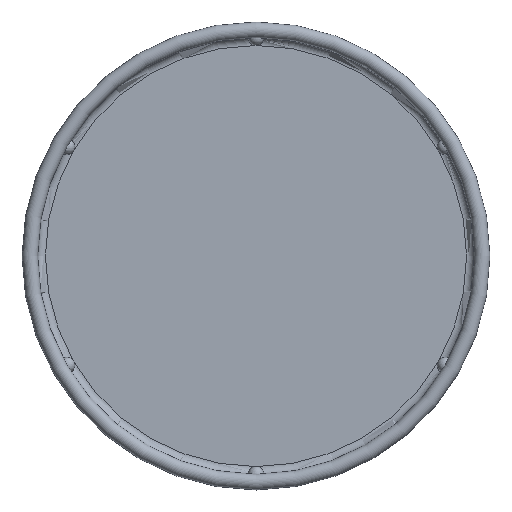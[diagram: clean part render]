
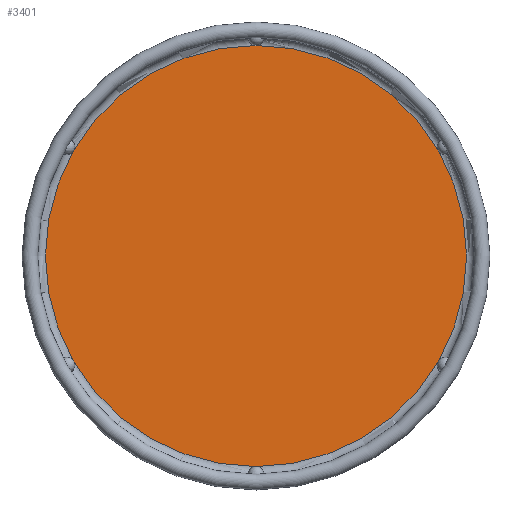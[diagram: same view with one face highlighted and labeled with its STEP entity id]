
A CAD part, top view. The second image highlights one B-rep face of the part: STEP entity #3401.
In plain terms, the highlighted planar face has unit normal (0, 0, 1).
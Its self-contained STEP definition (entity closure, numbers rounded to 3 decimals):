
#83=PLANE('',#3530);
#792=FACE_OUTER_BOUND('',#991,.T.);
#991=EDGE_LOOP('',(#3201,#3202,#3203,#3204,#3205,#3206));
#995=CIRCLE('',#3423,27.);
#999=CIRCLE('',#3431,27.);
#1003=CIRCLE('',#3439,27.);
#1008=CIRCLE('',#3448,27.);
#1012=CIRCLE('',#3456,27.);
#1015=CIRCLE('',#3462,27.);
#1316=VERTEX_POINT('',#3994);
#1321=VERTEX_POINT('',#4049);
#1327=VERTEX_POINT('',#4121);
#1333=VERTEX_POINT('',#4193);
#1340=VERTEX_POINT('',#4267);
#1346=VERTEX_POINT('',#4339);
#1664=EDGE_CURVE('',#1316,#1321,#995,.T.);
#1674=EDGE_CURVE('',#1321,#1327,#999,.T.);
#1684=EDGE_CURVE('',#1327,#1333,#1003,.T.);
#1695=EDGE_CURVE('',#1333,#1340,#1008,.T.);
#1705=EDGE_CURVE('',#1340,#1346,#1012,.T.);
#1712=EDGE_CURVE('',#1346,#1316,#1015,.T.);
#3201=ORIENTED_EDGE('',*,*,#1712,.F.);
#3202=ORIENTED_EDGE('',*,*,#1705,.F.);
#3203=ORIENTED_EDGE('',*,*,#1695,.F.);
#3204=ORIENTED_EDGE('',*,*,#1684,.F.);
#3205=ORIENTED_EDGE('',*,*,#1674,.F.);
#3206=ORIENTED_EDGE('',*,*,#1664,.F.);
#3401=ADVANCED_FACE('',(#792),#83,.T.);
#3423=AXIS2_PLACEMENT_3D('',#4050,#3550,#3551);
#3431=AXIS2_PLACEMENT_3D('',#4122,#3568,#3569);
#3439=AXIS2_PLACEMENT_3D('',#4194,#3586,#3587);
#3448=AXIS2_PLACEMENT_3D('',#4268,#3606,#3607);
#3456=AXIS2_PLACEMENT_3D('',#4340,#3624,#3625);
#3462=AXIS2_PLACEMENT_3D('',#4393,#3637,#3638);
#3530=AXIS2_PLACEMENT_3D('',#8461,#3959,#3960);
#3550=DIRECTION('center_axis',(0.,0.,-1.));
#3551=DIRECTION('ref_axis',(1.,0.,0.));
#3568=DIRECTION('center_axis',(0.,0.,-1.));
#3569=DIRECTION('ref_axis',(1.,0.,0.));
#3586=DIRECTION('center_axis',(0.,0.,-1.));
#3587=DIRECTION('ref_axis',(1.,0.,0.));
#3606=DIRECTION('center_axis',(0.,0.,-1.));
#3607=DIRECTION('ref_axis',(1.,0.,0.));
#3624=DIRECTION('center_axis',(0.,0.,-1.));
#3625=DIRECTION('ref_axis',(1.,0.,0.));
#3637=DIRECTION('center_axis',(0.,0.,-1.));
#3638=DIRECTION('ref_axis',(1.,0.,0.));
#3959=DIRECTION('center_axis',(0.,0.,1.));
#3960=DIRECTION('ref_axis',(1.,0.,0.));
#3994=CARTESIAN_POINT('',(-23.383,-13.5,-3.5));
#4049=CARTESIAN_POINT('',(-23.383,13.5,-3.5));
#4050=CARTESIAN_POINT('Origin',(0.,0.,-3.5));
#4121=CARTESIAN_POINT('',(0.,27.,-3.5));
#4122=CARTESIAN_POINT('Origin',(0.,0.,-3.5));
#4193=CARTESIAN_POINT('',(23.383,13.5,-3.5));
#4194=CARTESIAN_POINT('Origin',(0.,0.,-3.5));
#4267=CARTESIAN_POINT('',(23.383,-13.5,-3.5));
#4268=CARTESIAN_POINT('Origin',(0.,0.,-3.5));
#4339=CARTESIAN_POINT('',(0.,-27.,-3.5));
#4340=CARTESIAN_POINT('Origin',(0.,0.,-3.5));
#4393=CARTESIAN_POINT('Origin',(0.,0.,-3.5));
#8461=CARTESIAN_POINT('Origin',(-28.,0.,-3.5));
